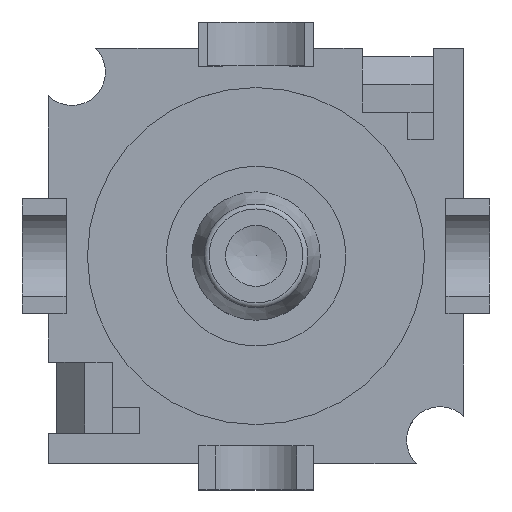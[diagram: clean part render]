
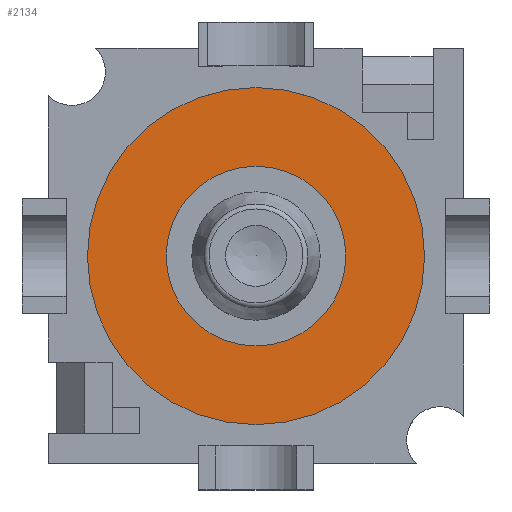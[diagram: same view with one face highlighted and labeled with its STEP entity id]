
A CAD part, top view. The second image highlights one B-rep face of the part: STEP entity #2134.
In plain terms, the highlighted planar face has unit normal (0, 0, 1).
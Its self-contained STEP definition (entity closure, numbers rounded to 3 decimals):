
#611=FACE_OUTER_BOUND('',#723,.T.);
#723=EDGE_LOOP('',(#1404));
#844=CIRCLE('',#2250,4.991);
#877=VERTEX_POINT('',#2972);
#1087=EDGE_CURVE('',#877,#877,#844,.T.);
#1404=ORIENTED_EDGE('',*,*,#1087,.F.);
#2038=PLANE('',#2249);
#2134=ADVANCED_FACE('',(#611),#2038,.T.);
#2249=AXIS2_PLACEMENT_3D('',#2971,#2396,#2397);
#2250=AXIS2_PLACEMENT_3D('',#2973,#2398,#2399);
#2396=DIRECTION('center_axis',(0.,0.,1.));
#2397=DIRECTION('ref_axis',(1.,0.,0.));
#2398=DIRECTION('center_axis',(0.,0.,-1.));
#2399=DIRECTION('ref_axis',(0.,-1.,0.));
#2971=CARTESIAN_POINT('Origin',(3283.382,1339.165,0.857));
#2972=CARTESIAN_POINT('',(3288.373,1339.165,0.857));
#2973=CARTESIAN_POINT('Origin',(3283.382,1339.165,0.857));
